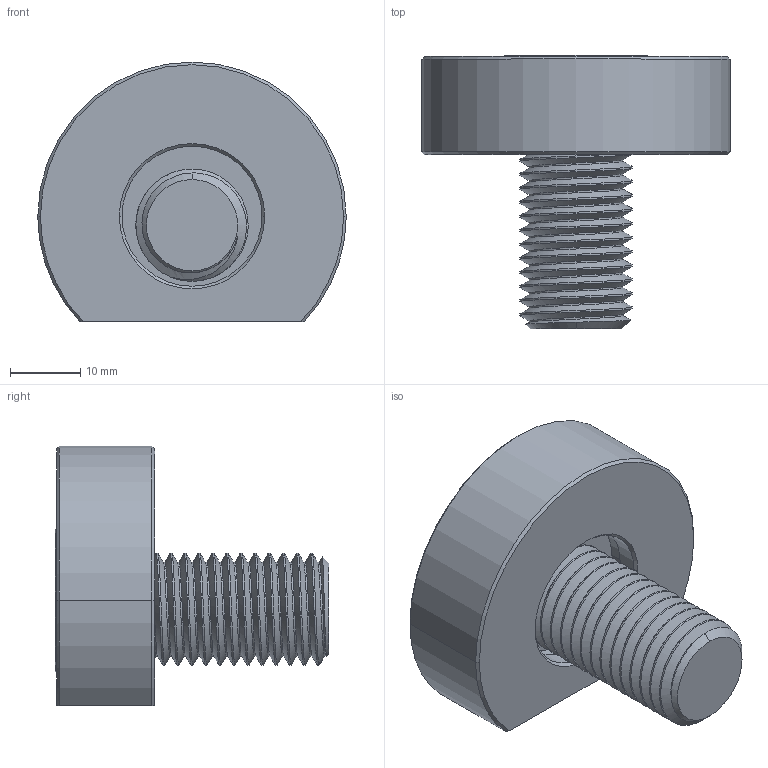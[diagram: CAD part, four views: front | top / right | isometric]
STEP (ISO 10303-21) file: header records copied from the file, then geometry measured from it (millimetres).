
FILE_DESCRIPTION (( 'STEP AP214' ), '1' );
FILE_NAME ('50516_MB.STEP', '2021-10-29T15:46:39', ( '' ), ( '' ), 'SwSTEP 2.0', 'SolidWorks 2021', '' );
FILE_SCHEMA (( 'AUTOMOTIVE_DESIGN' ));
Length unit declared in the file: inch
Products named in the file (3): 50516_MB; Machineable Fixture Clamp Washers, Configured_10610; 50373_50373
Assembly tree (2 placements, depth 2):
  50516_MB
    Machineable Fixture Clamp Washers, Configured_10610
    50373_50373
Bounding box: 43.94 x 39 x 37.03 mm (x, y, z)
Volume: 21729.7 mm3; surface area: 8649.5 mm2
Topology: 2 solids, 2 shells, 77 faces, 193 edges, 123 vertices
Faces by surface type: cylinder 39, plane 20, cone 15, bspline 3
Entity records: 5568 total; most frequent: CARTESIAN_POINT 3793, ORIENTED_EDGE 386, DIRECTION 312, EDGE_CURVE 193, VERTEX_POINT 123, AXIS2_PLACEMENT_3D 114, LINE 84, VECTOR 84
